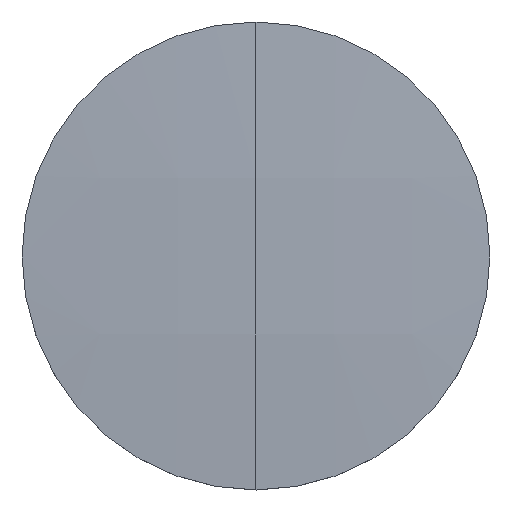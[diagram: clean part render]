
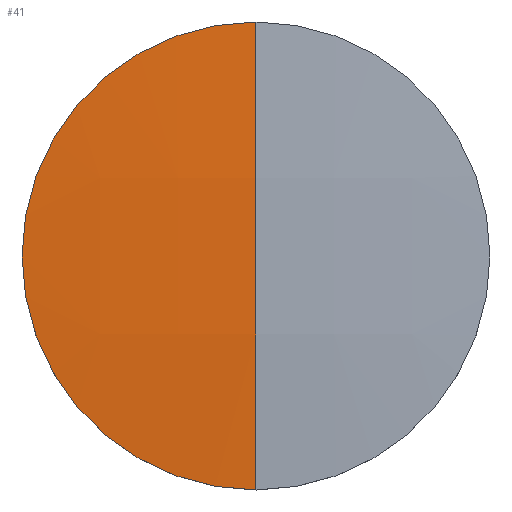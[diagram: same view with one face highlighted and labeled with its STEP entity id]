
A CAD part, top view. The second image highlights one B-rep face of the part: STEP entity #41.
In plain terms, the highlighted free-form (B-spline) face has degree [3, 3] with [4, 4] control points.
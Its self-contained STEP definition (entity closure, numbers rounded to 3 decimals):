
#2 = AXIS2_PLACEMENT_3D ( 'NONE', #36, #52, #14 ) ;
#13 = CARTESIAN_POINT ( 'NONE',  ( 0., 25.4, 4.22 ) ) ;
#14 = DIRECTION ( 'NONE',  ( 1., 0., 0. ) ) ;
#19 = DIRECTION ( 'NONE',  ( 0., -1., 0. ) ) ;
#26 = CARTESIAN_POINT ( 'NONE',  ( -8.53, 8.579, 5.267 ) ) ;
#29 = CARTESIAN_POINT ( 'NONE',  ( 0., 8.579, 5.267 ) ) ;
#34 = CARTESIAN_POINT ( 'NONE',  ( 0., 0., 4.22 ) ) ;
#36 = CARTESIAN_POINT ( 'NONE',  ( 0., 0., 4.22 ) ) ;
#41 = ADVANCED_FACE ( 'NONE', ( #49 ), #249, .T. ) ;
#43 = CIRCLE ( 'NONE', #277, 25.4 ) ;
#44 = DIRECTION ( 'NONE',  ( -1., 0., 0. ) ) ;
#49 = FACE_OUTER_BOUND ( 'NONE', #259, .T. ) ;
#52 = DIRECTION ( 'NONE',  ( 0., 0., -1. ) ) ;
#72 = CARTESIAN_POINT ( 'NONE',  ( -25.569, -8.579, 4.477 ) ) ;
#78 = CARTESIAN_POINT ( 'NONE',  ( -17.055, -8.579, 5.003 ) ) ;
#91 = AXIS2_PLACEMENT_3D ( 'NONE', #143, #44, #19 ) ;
#99 = CIRCLE ( 'NONE', #2, 25.4 ) ;
#101 = CARTESIAN_POINT ( 'NONE',  ( -17.055, 8.579, 5.003 ) ) ;
#109 = DIRECTION ( 'NONE',  ( 0., 0., -1. ) ) ;
#112 = EDGE_CURVE ( 'NONE', #134, #255, #43, .T. ) ;
#127 = CARTESIAN_POINT ( 'NONE',  ( -25.569, 8.579, 4.477 ) ) ;
#129 = CARTESIAN_POINT ( 'NONE',  ( -8.53, -8.579, 5.267 ) ) ;
#134 = VERTEX_POINT ( 'NONE', #222 ) ;
#141 = EDGE_CURVE ( 'NONE', #255, #192, #99, .T. ) ;
#143 = CARTESIAN_POINT ( 'NONE',  ( 0., 0., -409.1 ) ) ;
#147 = CARTESIAN_POINT ( 'NONE',  ( -8.508, -25.704, 4.201 ) ) ;
#150 = CARTESIAN_POINT ( 'NONE',  ( -17.011, 25.704, 3.939 ) ) ;
#155 = DIRECTION ( 'NONE',  ( 1., 0., 0. ) ) ;
#165 = CARTESIAN_POINT ( 'NONE',  ( -25.4, 0., 4.22 ) ) ;
#171 = CARTESIAN_POINT ( 'NONE',  ( -8.508, 25.704, 4.201 ) ) ;
#190 = CARTESIAN_POINT ( 'NONE',  ( 0., -25.704, 4.201 ) ) ;
#192 = VERTEX_POINT ( 'NONE', #13 ) ;
#193 = CARTESIAN_POINT ( 'NONE',  ( 0., 25.704, 4.201 ) ) ;
#194 = CARTESIAN_POINT ( 'NONE',  ( -25.503, 25.704, 3.414 ) ) ;
#197 = CARTESIAN_POINT ( 'NONE',  ( 0., -8.579, 5.267 ) ) ;
#200 = CIRCLE ( 'NONE', #91, 414.1 ) ;
#222 = CARTESIAN_POINT ( 'NONE',  ( 0., -25.4, 4.22 ) ) ;
#224 = ORIENTED_EDGE ( 'NONE', *, *, #141, .F. ) ;
#240 = CARTESIAN_POINT ( 'NONE',  ( -17.011, -25.704, 3.939 ) ) ;
#246 = EDGE_CURVE ( 'NONE', #134, #192, #200, .T. ) ;
#249 =( BOUNDED_SURFACE ( )  B_SPLINE_SURFACE ( 3, 3, ( 
 ( #190, #147, #240, #282 ),
 ( #197, #129, #78, #72 ),
 ( #29, #26, #101, #127 ),
 ( #193, #171, #150, #194 ) ),
 .UNSPECIFIED., .F., .F., .F. ) 
 B_SPLINE_SURFACE_WITH_KNOTS ( ( 4, 4 ),
 ( 4, 4 ),
 ( 0., 1. ),
 ( 0., 1. ),
 .UNSPECIFIED. ) 
 GEOMETRIC_REPRESENTATION_ITEM ( )  RATIONAL_B_SPLINE_SURFACE ( (
 ( 1., 1., 1., 1.),
 ( 0.999, 0.998, 0.998, 0.999),
 ( 0.999, 0.998, 0.998, 0.999),
 ( 1., 1., 1., 1.) ) ) 
 REPRESENTATION_ITEM ( '' )  SURFACE ( )  );
#250 = ORIENTED_EDGE ( 'NONE', *, *, #112, .F. ) ;
#255 = VERTEX_POINT ( 'NONE', #165 ) ;
#259 = EDGE_LOOP ( 'NONE', ( #250, #283, #224 ) ) ;
#277 = AXIS2_PLACEMENT_3D ( 'NONE', #34, #109, #155 ) ;
#282 = CARTESIAN_POINT ( 'NONE',  ( -25.503, -25.704, 3.414 ) ) ;
#283 = ORIENTED_EDGE ( 'NONE', *, *, #246, .T. ) ;
